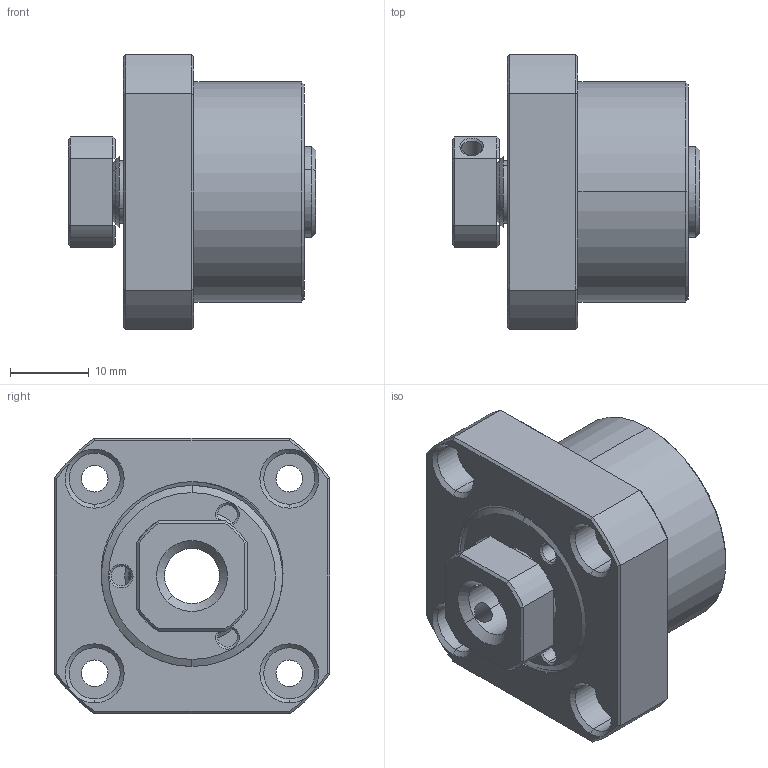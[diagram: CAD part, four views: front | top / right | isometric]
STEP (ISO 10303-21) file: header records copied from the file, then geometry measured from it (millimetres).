
FILE_DESCRIPTION(/* description */ ('Alibre Inc.'),/* implementation_level */ '2;1');
FILE_NAME(/* name */ 'export-4D0F91DB-3178-400A-9017-083332232B9C',/* time_stamp */ '2024-05-16T12:23:19+02:00',/* author */ (''),/* organization */ (''),/* preprocessor_version */ 'ST-DEVELOPER v17',/* originating_system */ 'Alibre',/* authorisation */ '');
FILE_SCHEMA (('AUTOMOTIVE_DESIGN'));
Length unit declared in the file: millimetre
Products named in the file (1): FK08²Õ¦XA
Bounding box: 31.5 x 35 x 35 mm (x, y, z)
Surface area: 7650.5 mm2 (no closed solid volume)
Topology: 0 solids, 7 shells, 159 faces, 396 edges, 246 vertices
Faces by surface type: cylinder 68, cone 46, plane 34, torus 6, bspline 5
Entity records: 5602 total; most frequent: CARTESIAN_POINT 1901, DIRECTION 764, ORIENTED_EDGE 727, EDGE_CURVE 396, AXIS2_PLACEMENT_3D 335, VERTEX_POINT 246, EDGE_LOOP 183, FACE_BOUND 183
